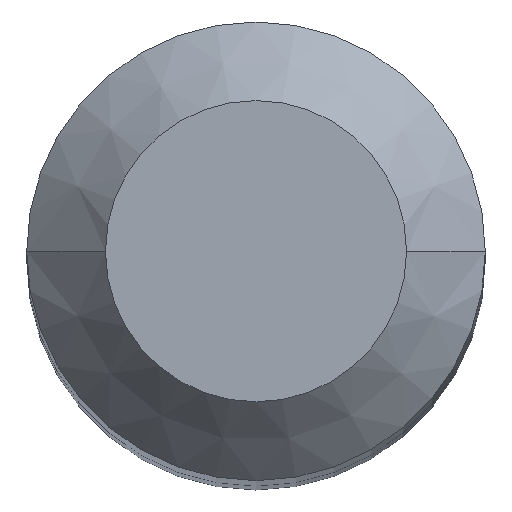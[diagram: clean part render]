
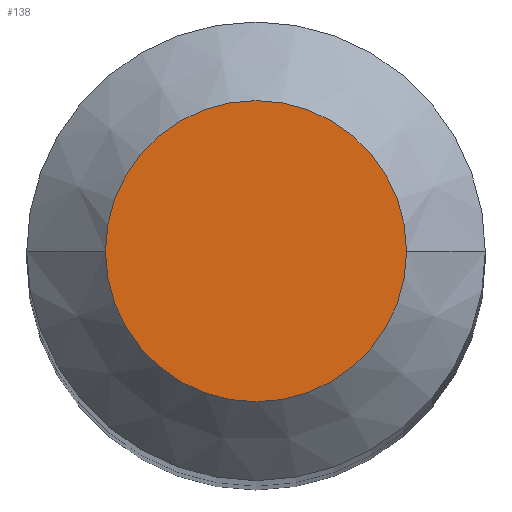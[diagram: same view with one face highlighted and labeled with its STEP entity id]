
A CAD part, top view. The second image highlights one B-rep face of the part: STEP entity #138.
In plain terms, the highlighted planar face has unit normal (0, 0, 1).
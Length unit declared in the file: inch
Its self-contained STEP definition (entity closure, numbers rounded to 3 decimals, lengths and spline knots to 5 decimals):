
#52 = AXIS2_PLACEMENT_3D ( 'NONE', #116, #236, #150 ) ;
#98 = ORIENTED_EDGE ( 'NONE', *, *, #131, .T. ) ;
#116 = CARTESIAN_POINT ( 'NONE',  ( 0., 0., 0. ) ) ;
#118 = PLANE ( 'NONE',  #52 ) ;
#122 = CARTESIAN_POINT ( 'NONE',  ( -0.05975, 0., 0. ) ) ;
#123 = ORIENTED_EDGE ( 'NONE', *, *, #177, .T. ) ;
#130 = EDGE_LOOP ( 'NONE', ( #98, #123 ) ) ;
#131 = EDGE_CURVE ( 'NONE', #351, #222, #168, .T. ) ;
#138 = ADVANCED_FACE ( 'NONE', ( #233 ), #118, .F. ) ;
#144 = CARTESIAN_POINT ( 'NONE',  ( 0.05975, 0., 0. ) ) ;
#150 = DIRECTION ( 'NONE',  ( -1., 0., 0. ) ) ;
#168 = CIRCLE ( 'NONE', #336, 0.05975 ) ;
#173 = DIRECTION ( 'NONE',  ( 1., 0., 0. ) ) ;
#177 = EDGE_CURVE ( 'NONE', #222, #351, #278, .T. ) ;
#212 = AXIS2_PLACEMENT_3D ( 'NONE', #302, #239, #272 ) ;
#222 = VERTEX_POINT ( 'NONE', #144 ) ;
#233 = FACE_OUTER_BOUND ( 'NONE', #130, .T. ) ;
#236 = DIRECTION ( 'NONE',  ( 0., 0., -1. ) ) ;
#239 = DIRECTION ( 'NONE',  ( 0., 0., 1. ) ) ;
#270 = CARTESIAN_POINT ( 'NONE',  ( 0., 0., 0. ) ) ;
#271 = DIRECTION ( 'NONE',  ( 0., 0., 1. ) ) ;
#272 = DIRECTION ( 'NONE',  ( 1., 0., 0. ) ) ;
#278 = CIRCLE ( 'NONE', #212, 0.05975 ) ;
#302 = CARTESIAN_POINT ( 'NONE',  ( 0., 0., 0. ) ) ;
#336 = AXIS2_PLACEMENT_3D ( 'NONE', #270, #271, #173 ) ;
#351 = VERTEX_POINT ( 'NONE', #122 ) ;
